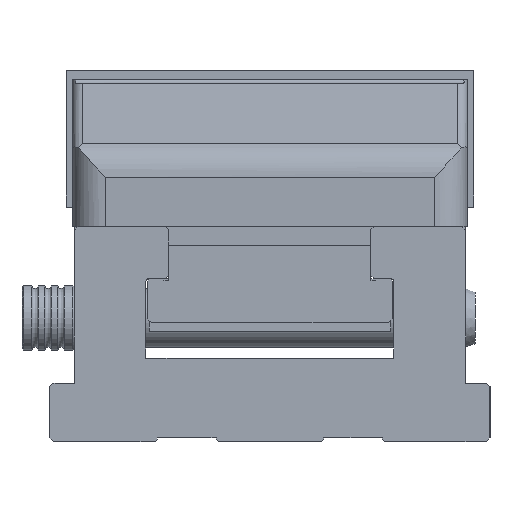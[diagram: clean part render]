
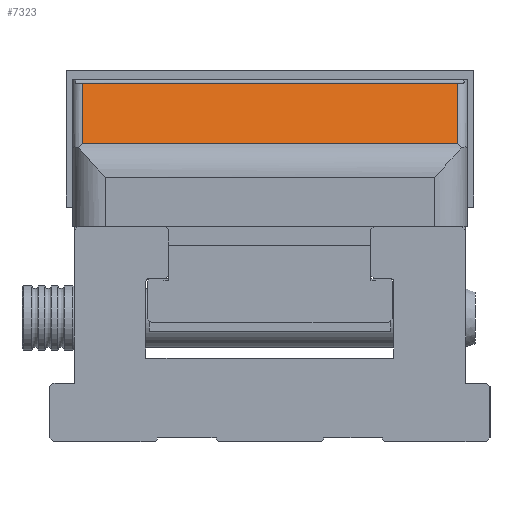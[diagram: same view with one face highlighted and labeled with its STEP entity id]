
A CAD part, left-side view. The second image highlights one B-rep face of the part: STEP entity #7323.
In plain terms, the highlighted planar face has unit normal (-0.5, 0, 0.866).
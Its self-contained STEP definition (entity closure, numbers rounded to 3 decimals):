
#337=LINE('',#22223,#1116);
#369=LINE('',#22319,#1148);
#370=LINE('',#22322,#1149);
#371=LINE('',#22323,#1150);
#1116=VECTOR('',#17677,1.);
#1148=VECTOR('',#17733,1.);
#1149=VECTOR('',#17734,1.);
#1150=VECTOR('',#17735,1.);
#1764=FACE_OUTER_BOUND('',#9298,.T.);
#7323=ADVANCED_FACE('',(#1764),#7796,.F.);
#7796=PLANE('',#15713);
#9298=EDGE_LOOP('',(#10864,#10865,#10866,#10867));
#10864=ORIENTED_EDGE('',*,*,#13947,.T.);
#10865=ORIENTED_EDGE('',*,*,#13948,.T.);
#10866=ORIENTED_EDGE('',*,*,#13907,.F.);
#10867=ORIENTED_EDGE('',*,*,#13949,.T.);
#12809=VERTEX_POINT('',#22224);
#12810=VERTEX_POINT('',#22225);
#12841=VERTEX_POINT('',#22320);
#12842=VERTEX_POINT('',#22321);
#13907=EDGE_CURVE('',#12809,#12810,#337,.T.);
#13947=EDGE_CURVE('',#12841,#12842,#369,.T.);
#13948=EDGE_CURVE('',#12842,#12810,#370,.T.);
#13949=EDGE_CURVE('',#12809,#12841,#371,.T.);
#15713=AXIS2_PLACEMENT_3D('',#22324,#17736,#17737);
#17677=DIRECTION('',(0.,-1.,0.));
#17733=DIRECTION('',(0.,-1.,0.));
#17734=DIRECTION('',(0.866,0.,0.5));
#17735=DIRECTION('',(-0.866,0.,-0.5));
#17736=DIRECTION('',(0.5,0.,-0.866));
#17737=DIRECTION('',(-0.866,0.,-0.5));
#22223=CARTESIAN_POINT('',(38.105,67.5,110.3));
#22224=CARTESIAN_POINT('',(38.105,125.,110.3));
#22225=CARTESIAN_POINT('',(38.105,10.,110.3));
#22319=CARTESIAN_POINT('',(6.,67.5,91.764));
#22320=CARTESIAN_POINT('',(6.,125.,91.764));
#22321=CARTESIAN_POINT('',(6.,10.,91.764));
#22322=CARTESIAN_POINT('',(0.,10.,88.3));
#22323=CARTESIAN_POINT('',(0.,125.,88.3));
#22324=CARTESIAN_POINT('',(0.,67.5,88.3));
